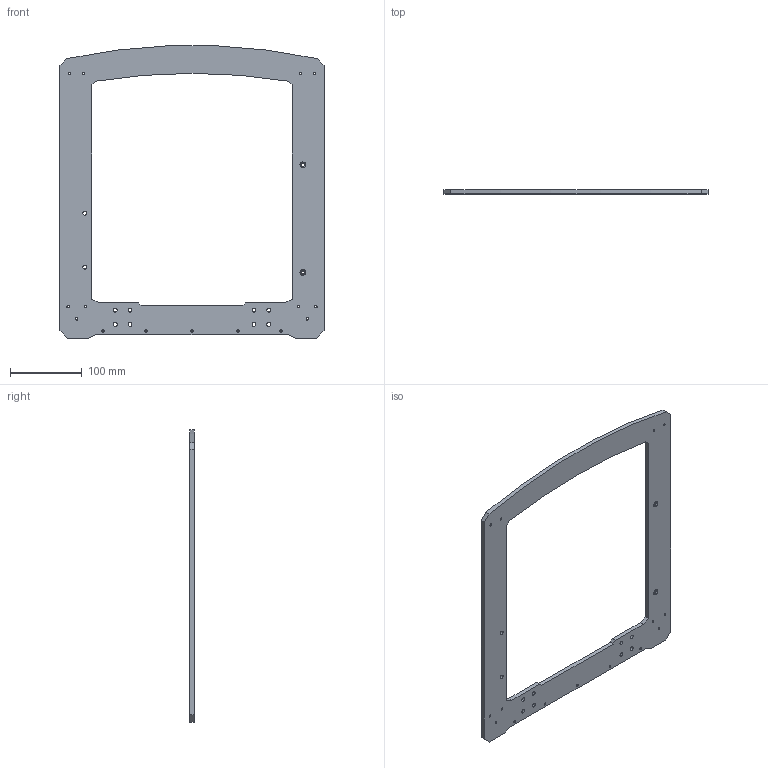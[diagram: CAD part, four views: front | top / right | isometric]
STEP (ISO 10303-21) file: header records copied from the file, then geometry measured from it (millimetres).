
FILE_DESCRIPTION(/* description */ (''),/* implementation_level */ '2;1');
FILE_NAME(/* name */ 'Main Frame v3.step',/* time_stamp */ '2022-07-18T14:20:31+01:00',/* author */ (''),/* organization */ (''),/* preprocessor_version */ 'ST-DEVELOPER v19',/* originating_system */ 'Autodesk Translation Framework v11.7.0.108',/* authorisation */ '');
FILE_SCHEMA (('AUTOMOTIVE_DESIGN { 1 0 10303 214 3 1 1 }'));
Length unit declared in the file: millimetre
Products named in the file (1): Main Frame
Bounding box: 368 x 6 x 407.26 mm (x, y, z)
Volume: 341679.5 mm3; surface area: 132152 mm2
Topology: 1 solids, 1 shells, 57 faces, 159 edges, 106 vertices
Faces by surface type: cylinder 31, plane 26
Full cylindrical faces by diameter (mm): 3.3 x15, 4.472 x2, 5.5 x10, 8 x2
Entity records: 2000 total; most frequent: DIRECTION 337, CARTESIAN_POINT 323, ORIENTED_EDGE 318, EDGE_CURVE 159, AXIS2_PLACEMENT_3D 120, EDGE_LOOP 115, VERTEX_POINT 106, LINE 97
